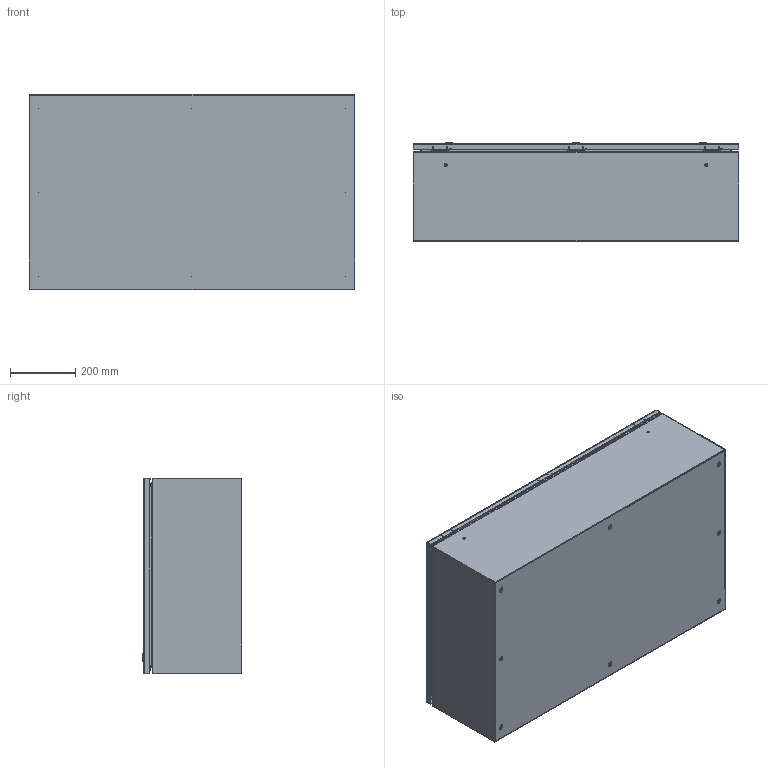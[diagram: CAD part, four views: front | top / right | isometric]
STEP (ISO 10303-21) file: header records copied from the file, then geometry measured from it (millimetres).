
FILE_DESCRIPTION(/* description */ (''),/* implementation_level */ '2;1');
FILE_NAME(/* name */ 'Шкаф SES 100.60.30.000.stp',/* time_stamp */ '2021-01-18T20:58:23+03:00',/* author */ ('KB-STEPAN'),/* organization */ (''),/* preprocessor_version */ 'ST-DEVELOPER v16.1',/* originating_system */ 'Autodesk Inventor 2016',/* authorisation */ '');
FILE_SCHEMA (('AUTOMOTIVE_DESIGN { 1 0 10303 214 3 1 1 }'));
Products named in the file (1): Деталь11
Bounding box: 1000 x 305.5 x 601.13 mm (x, y, z)
Volume: 4583771.3 mm3; surface area: 5677879 mm2
Topology: 3 solids, 23 shells, 1850 faces, 4708 edges, 2942 vertices
Faces by surface type: plane 1081, cylinder 500, cone 186, bspline 65, torus 18
Full cylindrical faces by diameter (mm): 1 x20, 3.8 x3, 4.917 x3, 5 x15, 5.2 x6, 5.3 x6, 5.5 x6, 6 x16, 6.4 x6, 7.5 x6, 8 x30, 8.4 x16, 8.7 x3, 9 x8, 12 x12, 16 x16, 27 x3, 33 x3
Entity records: 55451 total; most frequent: CARTESIAN_POINT 12468, DIRECTION 8419, ORIENTED_EDGE 8334, EDGE_CURVE 4164, AXIS2_PLACEMENT_3D 3184, VERTEX_POINT 2753, EDGE_LOOP 2416, LINE 2051
